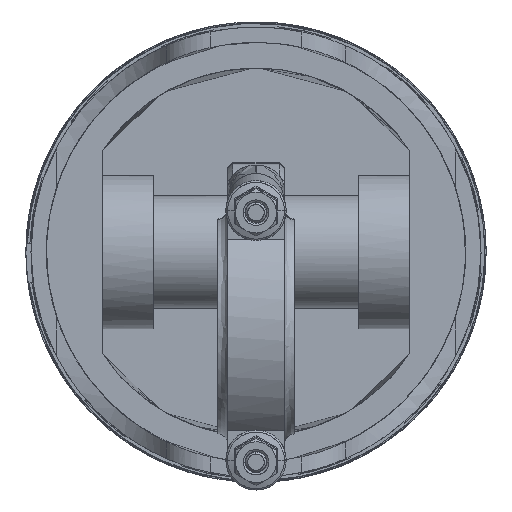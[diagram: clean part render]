
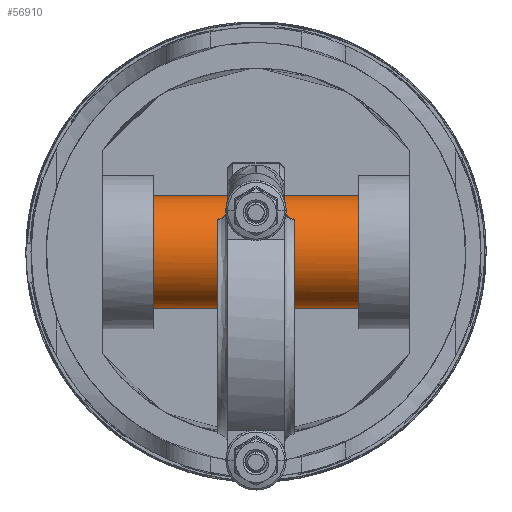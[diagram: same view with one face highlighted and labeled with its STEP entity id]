
A CAD part, front view. The second image highlights one B-rep face of the part: STEP entity #56910.
In plain terms, the highlighted free-form (B-spline) face has degree [2, 1] with [5, 2] control points.
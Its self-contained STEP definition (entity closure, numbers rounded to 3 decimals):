
#56910 = ADVANCED_FACE('',(#56911),#56947,.T.);
#56911 = FACE_BOUND('',#56912,.T.);
#56912 = EDGE_LOOP('',(#56913,#56925,#56932,#56942));
#56913 = ORIENTED_EDGE('',*,*,#56914,.F.);
#56914 = EDGE_CURVE('',#56915,#56917,#56919,.T.);
#56915 = VERTEX_POINT('',#56916);
#56916 = CARTESIAN_POINT('',(45.622,46.963,
    -14.76));
#56917 = VERTEX_POINT('',#56918);
#56918 = CARTESIAN_POINT('',(45.622,46.963,
    14.76));
#56919 = ( BOUNDED_CURVE() B_SPLINE_CURVE(2,(#56920,#56921,#56922,#56923
,#56924),.UNSPECIFIED.,.F.,.F.) B_SPLINE_CURVE_WITH_KNOTS((3,2,3),(
    3.142,4.712,6.283),
.PIECEWISE_BEZIER_KNOTS.) CURVE() GEOMETRIC_REPRESENTATION_ITEM() 
RATIONAL_B_SPLINE_CURVE((1.,0.707,1.,0.707,1.)) 
REPRESENTATION_ITEM('') );
#56920 = CARTESIAN_POINT('',(45.622,46.963,
    -14.76));
#56921 = CARTESIAN_POINT('',(45.622,32.203,
    -14.76));
#56922 = CARTESIAN_POINT('',(45.622,32.203,
    0.));
#56923 = CARTESIAN_POINT('',(45.622,32.203,
    14.76));
#56924 = CARTESIAN_POINT('',(45.622,46.963,
    14.76));
#56925 = ORIENTED_EDGE('',*,*,#56926,.F.);
#56926 = EDGE_CURVE('',#56927,#56915,#56929,.T.);
#56927 = VERTEX_POINT('',#56928);
#56928 = CARTESIAN_POINT('',(-45.622,46.963,
    -14.76));
#56929 = B_SPLINE_CURVE_WITH_KNOTS('',1,(#56930,#56931),.UNSPECIFIED.,
  .F.,.F.,(2,2),(0.,68.),.PIECEWISE_BEZIER_KNOTS.);
#56930 = CARTESIAN_POINT('',(-45.622,46.963,
    -14.76));
#56931 = CARTESIAN_POINT('',(45.622,46.963,
    -14.76));
#56932 = ORIENTED_EDGE('',*,*,#56933,.F.);
#56933 = EDGE_CURVE('',#56934,#56927,#56936,.T.);
#56934 = VERTEX_POINT('',#56935);
#56935 = CARTESIAN_POINT('',(-45.622,46.963,
    14.76));
#56936 = ( BOUNDED_CURVE() B_SPLINE_CURVE(2,(#56937,#56938,#56939,#56940
,#56941),.UNSPECIFIED.,.F.,.F.) B_SPLINE_CURVE_WITH_KNOTS((3,2,3),(
    0.,1.571,3.142),
.PIECEWISE_BEZIER_KNOTS.) CURVE() GEOMETRIC_REPRESENTATION_ITEM() 
RATIONAL_B_SPLINE_CURVE((1.,0.707,1.,0.707,1.)) 
REPRESENTATION_ITEM('') );
#56937 = CARTESIAN_POINT('',(-45.622,46.963,
    14.76));
#56938 = CARTESIAN_POINT('',(-45.622,32.203,
    14.76));
#56939 = CARTESIAN_POINT('',(-45.622,32.203,
    0.));
#56940 = CARTESIAN_POINT('',(-45.622,32.203,
    -14.76));
#56941 = CARTESIAN_POINT('',(-45.622,46.963,
    -14.76));
#56942 = ORIENTED_EDGE('',*,*,#56943,.F.);
#56943 = EDGE_CURVE('',#56917,#56934,#56944,.T.);
#56944 = B_SPLINE_CURVE_WITH_KNOTS('',1,(#56945,#56946),.UNSPECIFIED.,
  .F.,.F.,(2,2),(0.,68.),.PIECEWISE_BEZIER_KNOTS.);
#56945 = CARTESIAN_POINT('',(45.622,46.963,
    14.76));
#56946 = CARTESIAN_POINT('',(-45.622,46.963,
    14.76));
#56947 = ( BOUNDED_SURFACE() B_SPLINE_SURFACE(2,1,(
    (#56948,#56949)
    ,(#56950,#56951)
    ,(#56952,#56953)
    ,(#56954,#56955)
    ,(#56956,#56957
)),.UNSPECIFIED.,.F.,.F.,.F.) B_SPLINE_SURFACE_WITH_KNOTS((3,2,3),(2,2),
  (0.,1.571,3.142),(0.,68.),.PIECEWISE_BEZIER_KNOTS.) 
GEOMETRIC_REPRESENTATION_ITEM() RATIONAL_B_SPLINE_SURFACE((
    (1.,1.)
    ,(0.707,0.707)
    ,(1.,1.)
    ,(0.707,0.707)
,(1.,1.))) REPRESENTATION_ITEM('') SURFACE() );
#56948 = CARTESIAN_POINT('',(-45.622,46.963,
    -14.76));
#56949 = CARTESIAN_POINT('',(45.622,46.963,
    -14.76));
#56950 = CARTESIAN_POINT('',(-45.622,32.203,
    -14.76));
#56951 = CARTESIAN_POINT('',(45.622,32.203,
    -14.76));
#56952 = CARTESIAN_POINT('',(-45.622,32.203,
    0.));
#56953 = CARTESIAN_POINT('',(45.622,32.203,
    0.));
#56954 = CARTESIAN_POINT('',(-45.622,32.203,
    14.76));
#56955 = CARTESIAN_POINT('',(45.622,32.203,
    14.76));
#56956 = CARTESIAN_POINT('',(-45.622,46.963,
    14.76));
#56957 = CARTESIAN_POINT('',(45.622,46.963,
    14.76));
